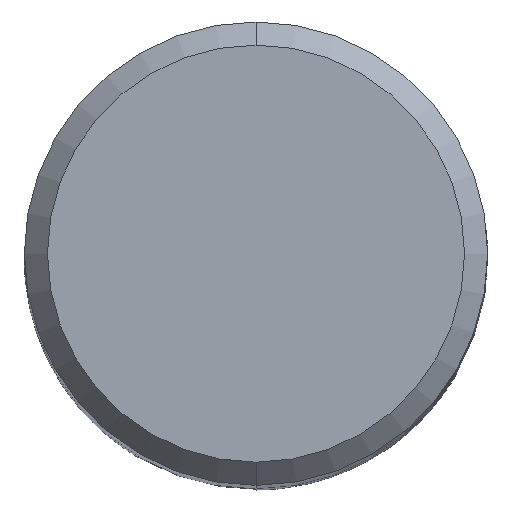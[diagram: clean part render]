
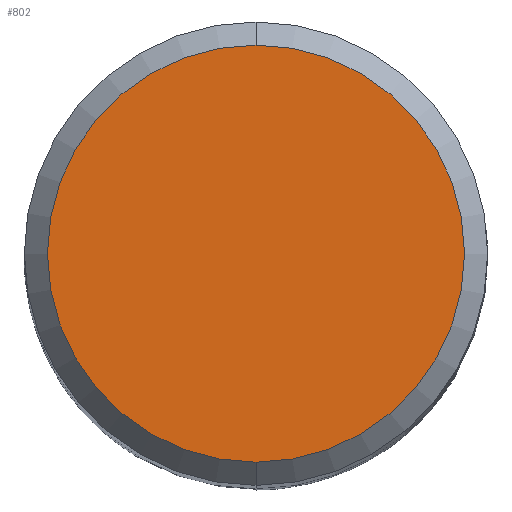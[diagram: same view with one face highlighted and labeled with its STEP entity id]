
A CAD part, top view. The second image highlights one B-rep face of the part: STEP entity #802.
In plain terms, the highlighted planar face has unit normal (0, 0, 1).
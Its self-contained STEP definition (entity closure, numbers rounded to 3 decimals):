
#486=VERTEX_POINT('',#1117);
#514=VERTEX_POINT('',#1149);
#802=ADVANCED_FACE('',(#1469),#1470,.T.);
#914=EDGE_CURVE('',#486,#514,#1591,.T.);
#946=EDGE_CURVE('',#514,#486,#1626,.T.);
#1117=CARTESIAN_POINT('',(0.,-4.5,0.0));
#1149=CARTESIAN_POINT('',(0.0,4.5,0.0));
#1469=FACE_OUTER_BOUND('',#2479,.T.);
#1470=PLANE('',#2480);
#1591=CIRCLE('',#2669,4.5);
#1626=CIRCLE('',#2731,4.5);
#2479=EDGE_LOOP('',(#3299,#3300));
#2480=AXIS2_PLACEMENT_3D('',#3301,#3302,#3303);
#2669=AXIS2_PLACEMENT_3D('',#3418,#3419,#3420);
#2731=AXIS2_PLACEMENT_3D('',#3459,#3460,#3461);
#3299=ORIENTED_EDGE('',*,*,#946,.F.);
#3300=ORIENTED_EDGE('',*,*,#914,.F.);
#3301=CARTESIAN_POINT('',(0.0,2.25,0.0));
#3302=DIRECTION('',(-0.0,0.0,1.0));
#3303=DIRECTION('',(0.0,-1.0,0.0));
#3418=CARTESIAN_POINT('',(0.0,0.0,0.0));
#3419=DIRECTION('',(0.0,0.0,-1.0));
#3420=DIRECTION('',(0.0,1.0,0.0));
#3459=CARTESIAN_POINT('',(0.0,0.0,0.0));
#3460=DIRECTION('',(0.0,0.0,-1.0));
#3461=DIRECTION('',(0.0,1.0,0.0));
